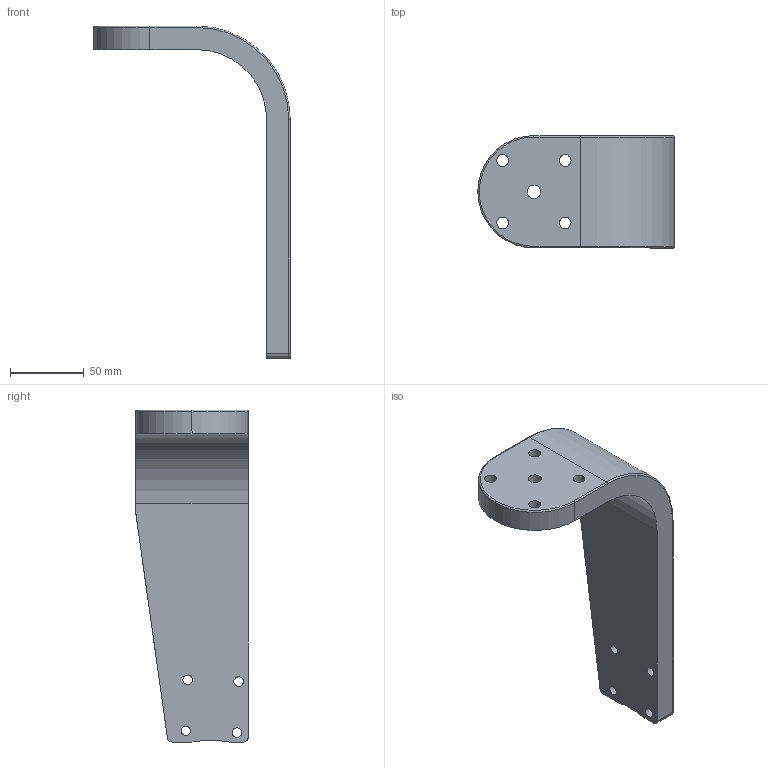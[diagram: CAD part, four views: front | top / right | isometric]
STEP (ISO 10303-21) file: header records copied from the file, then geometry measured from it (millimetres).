
FILE_DESCRIPTION(('FreeCAD Model'),'2;1');
FILE_NAME( 'fork.step', '2025-12-25T11:18:47',('Author'),(''), 'Open CASCADE STEP processor 7.3','FreeCAD','Unknown');
FILE_SCHEMA(('AUTOMOTIVE_DESIGN { 1 0 10303 214 1 1 1 1 }'));
Length unit declared in the file: millimetre
Products named in the file (1): fork_v7
Bounding box: 133.35 x 76.2 x 225.43 mm (x, y, z)
Volume: 345054.7 mm3; surface area: 58030.7 mm2
Topology: 1 solids, 1 shells, 35 faces, 90 edges, 57 vertices
Faces by surface type: cylinder 21, plane 9, torus 5
Full cylindrical faces by diameter (mm): 6.477 x4, 8.001 x4, 9.1 x1
Entity records: 2684 total; most frequent: CARTESIAN_POINT 604, DIRECTION 346, ORIENTED_EDGE 180, PCURVE 180, DEFINITIONAL_REPRESENTATION 180, LINE 160, VECTOR 160, EDGE_CURVE 90
